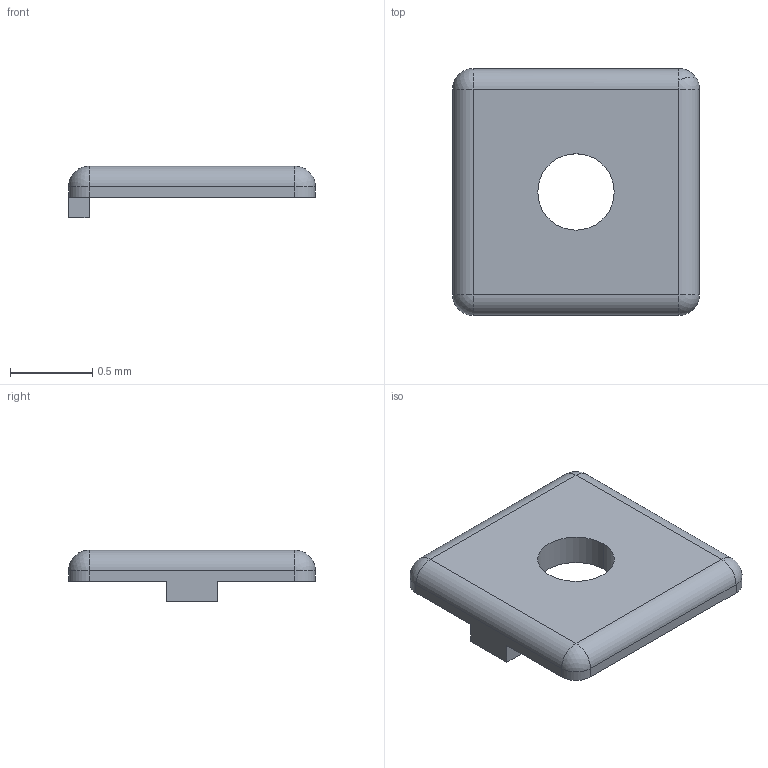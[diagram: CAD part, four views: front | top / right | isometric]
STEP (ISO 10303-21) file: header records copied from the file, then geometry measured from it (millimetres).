
FILE_DESCRIPTION((''),'2;1');
FILE_NAME('15AC7940.stp','2015-07-16T10:33:13',(''),(''),'Mechanical Desktop 2011','Mechanical Desktop 2011',', , ');
FILE_SCHEMA(('CONFIG_CONTROL_DESIGN'));
Length unit declared in the file: millimetre
Products named in the file (1): Product
Bounding box: 1.5 x 1.5 x 0.31 mm (x, y, z)
Volume: 0.4 mm3; surface area: 5.3 mm2
Topology: 1 solids, 1 shells, 25 faces, 60 edges, 35 vertices
Faces by surface type: cylinder 10, plane 10, sphere 5
Entity records: 807 total; most frequent: DIRECTION 134, CARTESIAN_POINT 119, ORIENTED_EDGE 116, EDGE_CURVE 58, AXIS2_PLACEMENT_3D 50, VERTEX_POINT 35, VECTOR 34, LINE 34
